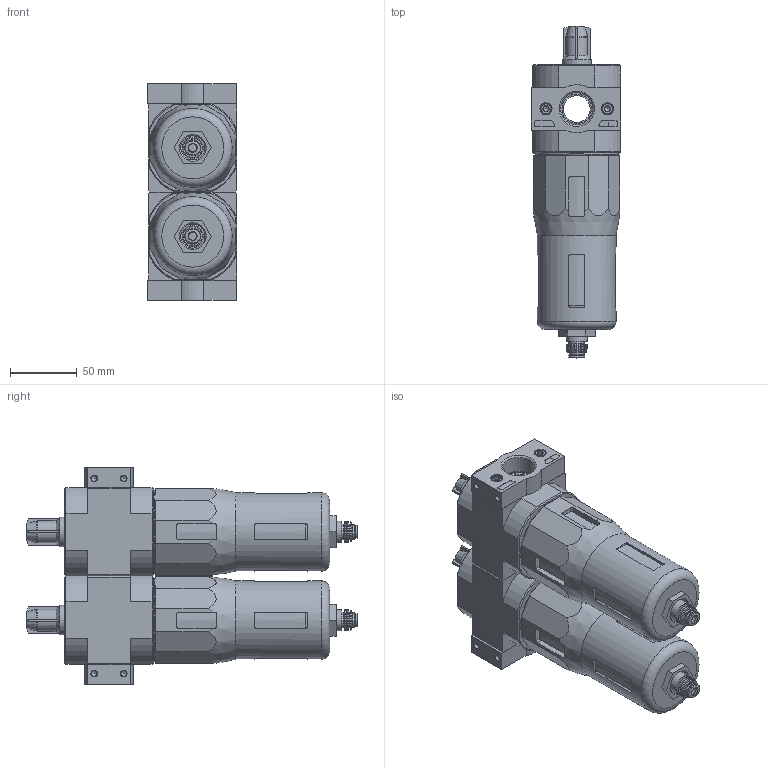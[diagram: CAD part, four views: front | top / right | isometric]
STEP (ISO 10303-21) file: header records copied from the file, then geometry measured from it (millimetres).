
FILE_DESCRIPTION(/* description */ ('STEP AP214'),/* implementation_level */ '2;1');
FILE_NAME(/* name */ '532881_LFMBA-3_4-D-MAXI-DA-A',/* time_stamp */ '2024-09-03T16:49:45+02:00',/* author */ ('License CC BY-ND 4.0'),/* organization */ ('CADENAS'),/* preprocessor_version */ 'ST-DEVELOPER v19.3',/* originating_system */ 'PARTsolutions',/* authorisation */ ' ');
FILE_SCHEMA (('AUTOMOTIVE_DESIGN {1 0 10303 214 3 1 1}'));
Length unit declared in the file: millimetre
Products named in the file (9): 532881 LFMBA-3/4-D-MAXI-DA-A; 380309 PBL-3/4-D-MAXI-L---(1) p1; DIN-912 - M5x20(F); 380311 PBL-3/4-D-MAXI-R---(0) p1; 670986 LFMB-D-MAXI-DA-A; 526489 MS4-LFR-V; 373059 LF-D-MAXI; 670980 LFMA-D-MAXI-DA-A; 234370 FRB-D-MAXI
Assembly tree (14 placements, depth 2):
  532881 LFMBA-3/4-D-MAXI-DA-A
    380309 PBL-3/4-D-MAXI-L---(1) p1
    DIN-912 - M5x20(F)  x4
    380311 PBL-3/4-D-MAXI-R---(0) p1
    670986 LFMB-D-MAXI-DA-A
    526489 MS4-LFR-V  x2
    373059 LF-D-MAXI  x2
    670980 LFMA-D-MAXI-DA-A
    234370 FRB-D-MAXI  x2
Bounding box: 67.1 x 248.22 x 162 mm (x, y, z)
Volume: 1321538 mm3; surface area: 152246.3 mm2
Topology: 14 solids, 14 shells, 778 faces, 1842 edges, 1158 vertices
Faces by surface type: plane 353, cylinder 189, cone 158, torus 76, sphere 2
Full cylindrical faces by diameter (mm): 3.7 x2, 4.134 x10, 5 x6, 6 x2, 7 x6, 7.3 x2, 8.5 x4, 11 x2, 11.4 x2, 11.6 x2, 11.8 x2, 15.8 x2, 18 x2, 22 x4, 22.2 x2, 24.117 x2, 30 x4, 58.8 x2, 62 x4
Entity records: 21337 total; most frequent: CARTESIAN_POINT 4121, DIRECTION 2772, ORIENTED_EDGE 2714, EDGE_CURVE 1357, AXIS2_PLACEMENT_3D 1092, VERTEX_POINT 961, FACE_BOUND 852, EDGE_LOOP 844
